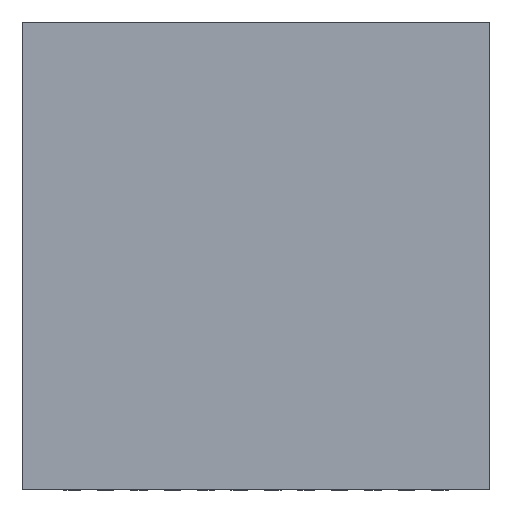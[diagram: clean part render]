
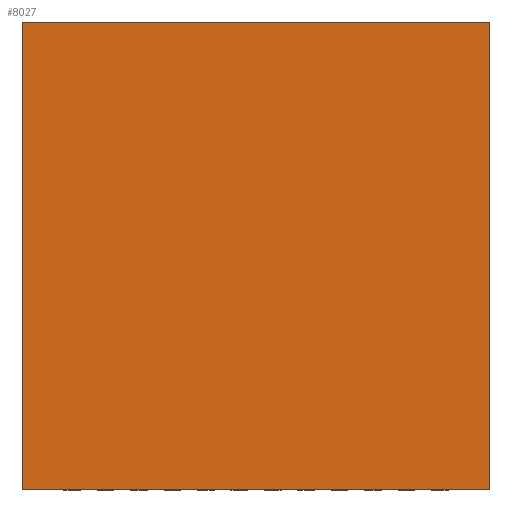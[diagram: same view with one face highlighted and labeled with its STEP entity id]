
A CAD part, top view. The second image highlights one B-rep face of the part: STEP entity #8027.
In plain terms, the highlighted face is planar.
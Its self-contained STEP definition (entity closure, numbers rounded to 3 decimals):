
#3606=DIRECTION('',(0.,0.,1.));
#3607=VECTOR('',#3606,7.);
#3608=CARTESIAN_POINT('',(-3.5,0.775,-3.5));
#3609=LINE('',#3608,#3607);
#3613=DIRECTION('',(-1.,0.,0.));
#3614=VECTOR('',#3613,7.);
#3615=CARTESIAN_POINT('',(3.5,0.775,-3.5));
#3616=LINE('',#3615,#3614);
#3620=DIRECTION('',(0.,0.,-1.));
#3621=VECTOR('',#3620,7.);
#3622=CARTESIAN_POINT('',(3.5,0.775,3.5));
#3623=LINE('',#3622,#3621);
#3627=DIRECTION('',(1.,0.,0.));
#3628=VECTOR('',#3627,7.);
#3629=CARTESIAN_POINT('',(-3.5,0.775,3.5));
#3630=LINE('',#3629,#3628);
#4838=CARTESIAN_POINT('',(-3.5,0.775,-3.5));
#4839=CARTESIAN_POINT('',(-3.5,0.775,3.5));
#4840=VERTEX_POINT('',#4838);
#4841=VERTEX_POINT('',#4839);
#4842=CARTESIAN_POINT('',(3.5,0.775,3.5));
#4843=VERTEX_POINT('',#4842);
#4844=CARTESIAN_POINT('',(3.5,0.775,-3.5));
#4845=VERTEX_POINT('',#4844);
#8016=CARTESIAN_POINT('',(0.,0.775,0.));
#8017=DIRECTION('',(0.,1.,0.));
#8018=DIRECTION('',(1.,0.,0.));
#8019=AXIS2_PLACEMENT_3D('',#8016,#8017,#8018);
#8020=PLANE('',#8019);
#8021=ORIENTED_EDGE('',*,*,#7857,.F.);
#8022=ORIENTED_EDGE('',*,*,#6297,.F.);
#8023=ORIENTED_EDGE('',*,*,#7010,.F.);
#8024=ORIENTED_EDGE('',*,*,#7687,.F.);
#8025=EDGE_LOOP('',(#8021,#8022,#8023,#8024));
#8026=FACE_OUTER_BOUND('',#8025,.F.);
#6297=EDGE_CURVE('',#4845,#4840,#3616,.T.);
#7010=EDGE_CURVE('',#4843,#4845,#3623,.T.);
#7687=EDGE_CURVE('',#4841,#4843,#3630,.T.);
#7857=EDGE_CURVE('',#4840,#4841,#3609,.T.);
#8027=ADVANCED_FACE('',(#8026),#8020,.T.);
